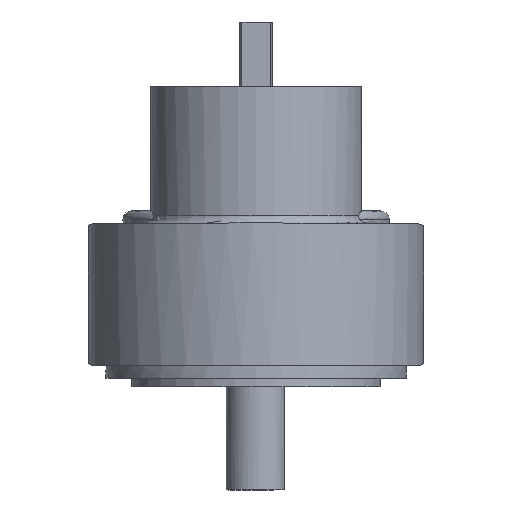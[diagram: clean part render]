
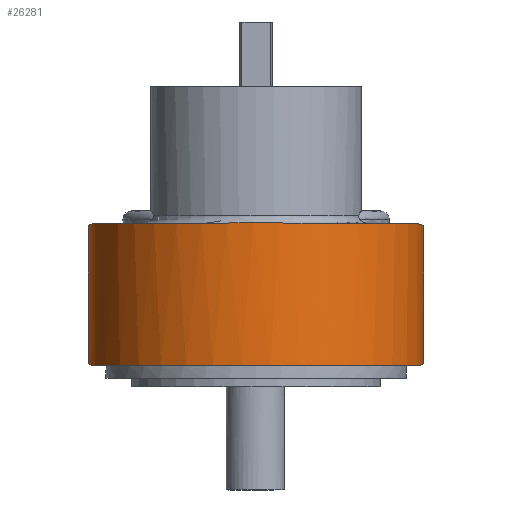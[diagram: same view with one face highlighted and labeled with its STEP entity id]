
A CAD part, left-side view. The second image highlights one B-rep face of the part: STEP entity #26281.
In plain terms, the highlighted cylindrical face has radius 39 mm (diameter 78 mm), a partial arc.
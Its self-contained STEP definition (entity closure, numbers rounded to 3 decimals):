
#149=B_SPLINE_CURVE_WITH_KNOTS('',3,(#43310,#43311,#43312,#43313,#43314,
#43315,#43316,#43317,#43318,#43319,#43320,#43321,#43322,#43323,#43324,#43325),
 .UNSPECIFIED.,.F.,.F.,(4,2,2,2,2,2,2,4),(0.783,1.158,
1.355,1.464,1.56,1.691,1.848,
2.085),.UNSPECIFIED.);
#156=B_SPLINE_CURVE_WITH_KNOTS('',3,(#43585,#43586,#43587,#43588,#43589,
#43590,#43591,#43592),.UNSPECIFIED.,.F.,.F.,(4,2,2,4),(1.529,
1.759,2.277,2.551),.UNSPECIFIED.);
#157=B_SPLINE_CURVE_WITH_KNOTS('',3,(#43608,#43609,#43610,#43611,#43612,
#43613,#43614,#43615),.UNSPECIFIED.,.F.,.F.,(4,2,2,4),(5.474,
5.748,6.265,6.496),.UNSPECIFIED.);
#158=B_SPLINE_CURVE_WITH_KNOTS('',3,(#43654,#43655,#43656,#43657,#43658,
#43659,#43660,#43661),.UNSPECIFIED.,.F.,.F.,(4,2,2,4),(5.473,
5.747,6.265,6.496),.UNSPECIFIED.);
#160=B_SPLINE_CURVE_WITH_KNOTS('',3,(#43675,#43676,#43677,#43678,#43679,
#43680,#43681,#43682),.UNSPECIFIED.,.F.,.F.,(4,2,2,4),(1.528,
1.759,2.276,2.551),.UNSPECIFIED.);
#1569=CYLINDRICAL_SURFACE('',#28561,39.);
#2667=FACE_OUTER_BOUND('',#4175,.T.);
#4175=EDGE_LOOP('',(#22739,#22740,#22741,#22742,#22743,#22744,#22745,#22746,
#22747,#22748));
#6539=LINE('',#43647,#8918);
#6541=LINE('',#43704,#8920);
#8918=VECTOR('',#34985,10.);
#8920=VECTOR('',#35025,10.);
#10181=CIRCLE('',#28431,39.);
#10183=CIRCLE('',#28433,39.);
#10216=CIRCLE('',#28506,39.);
#12507=VERTEX_POINT('',#43308);
#12508=VERTEX_POINT('',#43309);
#12516=VERTEX_POINT('',#43383);
#12521=VERTEX_POINT('',#43393);
#12554=VERTEX_POINT('',#43542);
#12556=VERTEX_POINT('',#43545);
#12569=VERTEX_POINT('',#43583);
#12573=VERTEX_POINT('',#43607);
#12583=VERTEX_POINT('',#43646);
#12584=VERTEX_POINT('',#43653);
#15966=EDGE_CURVE('',#12507,#12508,#149,.F.);
#15976=EDGE_CURVE('',#12507,#12516,#10181,.T.);
#15982=EDGE_CURVE('',#12521,#12508,#10183,.T.);
#16048=EDGE_CURVE('',#12556,#12554,#10216,.T.);
#16068=EDGE_CURVE('',#12569,#12554,#156,.T.);
#16076=EDGE_CURVE('',#12556,#12573,#157,.T.);
#16092=EDGE_CURVE('',#12573,#12583,#6539,.T.);
#16096=EDGE_CURVE('',#12516,#12584,#158,.T.);
#16100=EDGE_CURVE('',#12583,#12521,#160,.T.);
#16108=EDGE_CURVE('',#12569,#12584,#6541,.T.);
#22739=ORIENTED_EDGE('',*,*,#16068,.F.);
#22740=ORIENTED_EDGE('',*,*,#16108,.T.);
#22741=ORIENTED_EDGE('',*,*,#16096,.F.);
#22742=ORIENTED_EDGE('',*,*,#15976,.F.);
#22743=ORIENTED_EDGE('',*,*,#15966,.T.);
#22744=ORIENTED_EDGE('',*,*,#15982,.F.);
#22745=ORIENTED_EDGE('',*,*,#16100,.F.);
#22746=ORIENTED_EDGE('',*,*,#16092,.F.);
#22747=ORIENTED_EDGE('',*,*,#16076,.F.);
#22748=ORIENTED_EDGE('',*,*,#16048,.T.);
#26281=ADVANCED_FACE('',(#2667),#1569,.T.);
#28431=AXIS2_PLACEMENT_3D('',#43384,#34705,#34706);
#28433=AXIS2_PLACEMENT_3D('',#43395,#34713,#34714);
#28506=AXIS2_PLACEMENT_3D('',#43546,#34890,#34891);
#28561=AXIS2_PLACEMENT_3D('',#43703,#35023,#35024);
#34705=DIRECTION('center_axis',(0.,0.,
1.));
#34706=DIRECTION('ref_axis',(-0.001,1.,0.));
#34713=DIRECTION('center_axis',(0.,0.,
1.));
#34714=DIRECTION('ref_axis',(-0.001,1.,0.));
#34890=DIRECTION('center_axis',(0.,0.,
1.));
#34891=DIRECTION('ref_axis',(-0.001,1.,0.));
#34985=DIRECTION('',(0.,0.,1.));
#35023=DIRECTION('center_axis',(0.,0.,
1.));
#35024=DIRECTION('ref_axis',(-0.001,1.,0.));
#35025=DIRECTION('',(0.,0.,1.));
#43308=CARTESIAN_POINT('',(-334.813,10.192,-0.707));
#43309=CARTESIAN_POINT('',(-334.828,35.773,-0.707));
#43310=CARTESIAN_POINT('Ctrl Pts',(-334.828,35.773,-0.707));
#43311=CARTESIAN_POINT('Ctrl Pts',(-335.5,33.834,-0.707));
#43312=CARTESIAN_POINT('Ctrl Pts',(-336.071,31.696,-0.616));
#43313=CARTESIAN_POINT('Ctrl Pts',(-336.659,28.131,-0.472));
#43314=CARTESIAN_POINT('Ctrl Pts',(-336.807,26.875,-0.425));
#43315=CARTESIAN_POINT('Ctrl Pts',(-336.939,24.879,-0.38));
#43316=CARTESIAN_POINT('Ctrl Pts',(-336.968,24.156,-0.369));
#43317=CARTESIAN_POINT('Ctrl Pts',(-336.982,22.771,-0.364));
#43318=CARTESIAN_POINT('Ctrl Pts',(-336.973,22.113,-0.367));
#43319=CARTESIAN_POINT('Ctrl Pts',(-336.91,20.537,-0.389));
#43320=CARTESIAN_POINT('Ctrl Pts',(-336.842,19.618,-0.412));
#43321=CARTESIAN_POINT('Ctrl Pts',(-336.613,17.567,-0.481));
#43322=CARTESIAN_POINT('Ctrl Pts',(-336.438,16.434,-0.529));
#43323=CARTESIAN_POINT('Ctrl Pts',(-335.862,13.579,-0.643));
#43324=CARTESIAN_POINT('Ctrl Pts',(-335.398,11.874,-0.707));
#43325=CARTESIAN_POINT('Ctrl Pts',(-334.813,10.192,-0.707));
#43383=CARTESIAN_POINT('',(-308.565,-14.531,-0.707));
#43384=CARTESIAN_POINT('Origin',(-297.978,23.005,-0.707));
#43393=CARTESIAN_POINT('',(-308.611,60.527,-0.707));
#43395=CARTESIAN_POINT('Origin',(-297.978,23.005,-0.707));
#43542=CARTESIAN_POINT('',(-308.565,-14.531,-33.707));
#43545=CARTESIAN_POINT('',(-308.611,60.527,-33.707));
#43546=CARTESIAN_POINT('Origin',(-297.978,23.005,-33.707));
#43583=CARTESIAN_POINT('',(-297.954,-15.995,-33.265));
#43585=CARTESIAN_POINT('Ctrl Pts',(-297.954,-15.995,
-33.265));
#43586=CARTESIAN_POINT('Ctrl Pts',(-298.749,-15.996,
-33.289));
#43587=CARTESIAN_POINT('Ctrl Pts',(-299.551,-15.972,
-33.322));
#43588=CARTESIAN_POINT('Ctrl Pts',(-302.163,-15.812,
-33.449));
#43589=CARTESIAN_POINT('Ctrl Pts',(-303.985,-15.573,
-33.567));
#43590=CARTESIAN_POINT('Ctrl Pts',(-306.714,-15.017,
-33.68));
#43591=CARTESIAN_POINT('Ctrl Pts',(-307.648,-14.789,
-33.707));
#43592=CARTESIAN_POINT('Ctrl Pts',(-308.565,-14.531,-33.707));
#43607=CARTESIAN_POINT('',(-298.001,62.005,-33.265));
#43608=CARTESIAN_POINT('Ctrl Pts',(-308.611,60.527,-33.707));
#43609=CARTESIAN_POINT('Ctrl Pts',(-307.694,60.787,-33.707));
#43610=CARTESIAN_POINT('Ctrl Pts',(-306.76,61.015,-33.68));
#43611=CARTESIAN_POINT('Ctrl Pts',(-304.031,61.575,-33.567));
#43612=CARTESIAN_POINT('Ctrl Pts',(-302.21,61.816,-33.449));
#43613=CARTESIAN_POINT('Ctrl Pts',(-299.598,61.979,-33.322));
#43614=CARTESIAN_POINT('Ctrl Pts',(-298.796,62.004,-33.289));
#43615=CARTESIAN_POINT('Ctrl Pts',(-298.001,62.005,-33.265));
#43646=CARTESIAN_POINT('',(-298.001,62.005,-1.149));
#43647=CARTESIAN_POINT('',(-298.001,62.005,-33.707));
#43653=CARTESIAN_POINT('',(-297.954,-15.995,-1.149));
#43654=CARTESIAN_POINT('Ctrl Pts',(-308.565,-14.531,
-0.707));
#43655=CARTESIAN_POINT('Ctrl Pts',(-307.648,-14.789,
-0.707));
#43656=CARTESIAN_POINT('Ctrl Pts',(-306.714,-15.017,
-0.734));
#43657=CARTESIAN_POINT('Ctrl Pts',(-303.985,-15.573,
-0.847));
#43658=CARTESIAN_POINT('Ctrl Pts',(-302.163,-15.812,
-0.965));
#43659=CARTESIAN_POINT('Ctrl Pts',(-299.551,-15.972,
-1.092));
#43660=CARTESIAN_POINT('Ctrl Pts',(-298.749,-15.996,
-1.125));
#43661=CARTESIAN_POINT('Ctrl Pts',(-297.954,-15.995,
-1.149));
#43675=CARTESIAN_POINT('Ctrl Pts',(-298.001,62.005,-1.149));
#43676=CARTESIAN_POINT('Ctrl Pts',(-298.796,62.004,-1.125));
#43677=CARTESIAN_POINT('Ctrl Pts',(-299.598,61.979,-1.092));
#43678=CARTESIAN_POINT('Ctrl Pts',(-302.21,61.816,-0.965));
#43679=CARTESIAN_POINT('Ctrl Pts',(-304.031,61.575,-0.847));
#43680=CARTESIAN_POINT('Ctrl Pts',(-306.76,61.015,-0.734));
#43681=CARTESIAN_POINT('Ctrl Pts',(-307.694,60.787,-0.707));
#43682=CARTESIAN_POINT('Ctrl Pts',(-308.611,60.527,-0.707));
#43703=CARTESIAN_POINT('Origin',(-297.978,23.005,-33.707));
#43704=CARTESIAN_POINT('',(-297.954,-15.995,-33.707));
